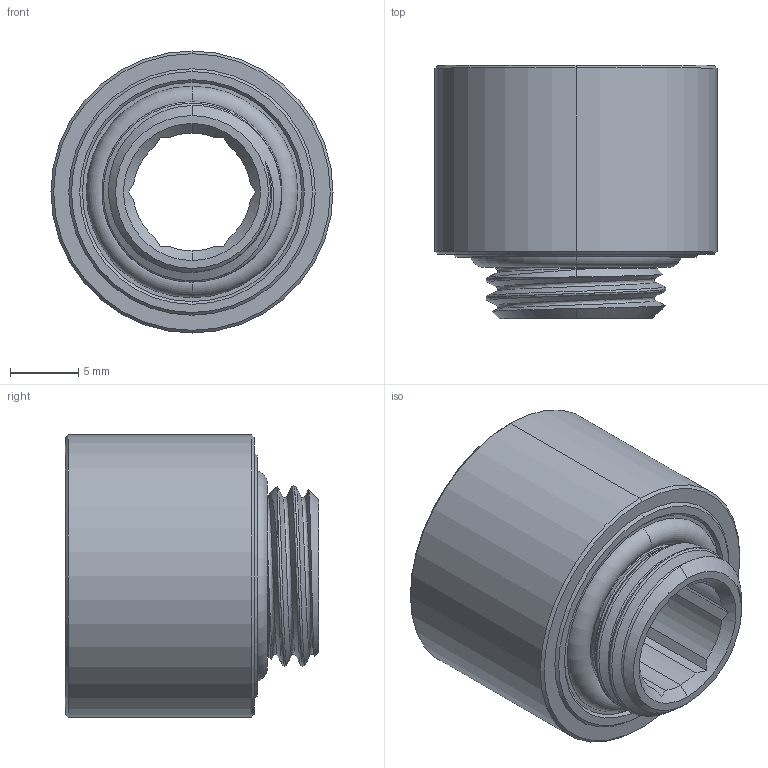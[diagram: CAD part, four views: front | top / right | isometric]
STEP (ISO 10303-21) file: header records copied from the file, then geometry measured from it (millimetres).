
FILE_DESCRIPTION (( 'STEP AP203' ), '1' );
FILE_NAME ('TG-DM-FIT-0007 DeltaMate Extender - MF14 Black.STEP', '2025-07-31T12:03:31', ( '' ), ( '' ), 'SwSTEP 2.0', 'SolidWorks 2024', '' );
FILE_SCHEMA (( 'CONFIG_CONTROL_DESIGN' ));
Length unit declared in the file: millimetre
Products named in the file (1): TG-DM-FIT-0007 DeltaMate Extender - MF14 Black
Bounding box: 20.6 x 18.5 x 20.6 mm (x, y, z)
Volume: 3784.7 mm3; surface area: 2365 mm2
Topology: 1 solids, 1 shells, 75 faces, 194 edges, 125 vertices
Faces by surface type: cylinder 22, cone 19, plane 19, bspline 10, torus 5
Entity records: 5208 total; most frequent: CARTESIAN_POINT 3480, ORIENTED_EDGE 388, DIRECTION 300, EDGE_CURVE 194, VERTEX_POINT 125, AXIS2_PLACEMENT_3D 125, EDGE_LOOP 81, ADVANCED_FACE 75
